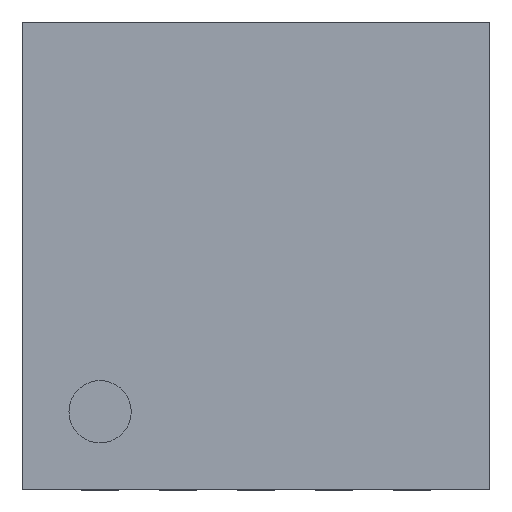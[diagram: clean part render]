
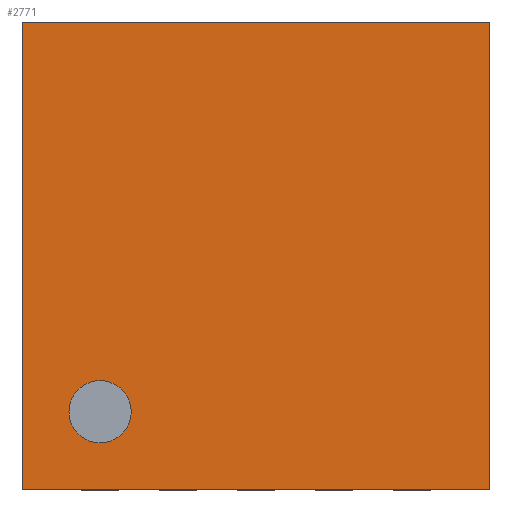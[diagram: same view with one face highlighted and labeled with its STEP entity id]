
A CAD part, top view. The second image highlights one B-rep face of the part: STEP entity #2771.
In plain terms, the highlighted planar face has unit normal (0, 0, 1).
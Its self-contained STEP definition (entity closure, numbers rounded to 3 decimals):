
#1632 = VERTEX_POINT('',#1633);
#1633 = CARTESIAN_POINT('',(-0.8,-1.,1.));
#1639 = EDGE_CURVE('',#1640,#1632,#1642,.T.);
#1640 = VERTEX_POINT('',#1641);
#1641 = CARTESIAN_POINT('',(-1.2,-1.,1.));
#1642 = CIRCLE('',#1643,0.2);
#1643 = AXIS2_PLACEMENT_3D('',#1644,#1645,#1646);
#1644 = CARTESIAN_POINT('',(-1.,-1.,1.));
#1645 = DIRECTION('',(0.,0.,1.));
#1646 = DIRECTION('',(1.,0.,0.));
#2364 = VERTEX_POINT('',#2365);
#2365 = CARTESIAN_POINT('',(1.5,-1.5,1.));
#2371 = EDGE_CURVE('',#2372,#2364,#2374,.T.);
#2372 = VERTEX_POINT('',#2373);
#2373 = CARTESIAN_POINT('',(-1.5,-1.5,1.));
#2374 = LINE('',#2375,#2376);
#2375 = CARTESIAN_POINT('',(1.5,-1.5,1.));
#2376 = VECTOR('',#2377,1.);
#2377 = DIRECTION('',(1.,0.,0.));
#2519 = VERTEX_POINT('',#2520);
#2520 = CARTESIAN_POINT('',(-1.5,1.5,1.));
#2526 = EDGE_CURVE('',#2527,#2519,#2529,.T.);
#2527 = VERTEX_POINT('',#2528);
#2528 = CARTESIAN_POINT('',(1.5,1.5,1.));
#2529 = LINE('',#2530,#2531);
#2530 = CARTESIAN_POINT('',(1.5,1.5,1.));
#2531 = VECTOR('',#2532,1.);
#2532 = DIRECTION('',(-1.,0.,0.));
#2697 = EDGE_CURVE('',#2364,#2527,#2698,.T.);
#2698 = LINE('',#2699,#2700);
#2699 = CARTESIAN_POINT('',(1.5,1.5,1.));
#2700 = VECTOR('',#2701,1.);
#2701 = DIRECTION('',(0.,1.,0.));
#2737 = EDGE_CURVE('',#2519,#2372,#2738,.T.);
#2738 = LINE('',#2739,#2740);
#2739 = CARTESIAN_POINT('',(-1.5,1.5,1.));
#2740 = VECTOR('',#2741,1.);
#2741 = DIRECTION('',(0.,-1.,0.));
#2771 = ADVANCED_FACE('',(#2772,#2782),#2788,.T.);
#2772 = FACE_BOUND('',#2773,.T.);
#2773 = EDGE_LOOP('',(#2774,#2781));
#2774 = ORIENTED_EDGE('',*,*,#2775,.F.);
#2775 = EDGE_CURVE('',#1632,#1640,#2776,.T.);
#2776 = CIRCLE('',#2777,0.2);
#2777 = AXIS2_PLACEMENT_3D('',#2778,#2779,#2780);
#2778 = CARTESIAN_POINT('',(-1.,-1.,1.));
#2779 = DIRECTION('',(0.,0.,1.));
#2780 = DIRECTION('',(1.,0.,0.));
#2781 = ORIENTED_EDGE('',*,*,#1639,.F.);
#2782 = FACE_BOUND('',#2783,.T.);
#2783 = EDGE_LOOP('',(#2784,#2785,#2786,#2787));
#2784 = ORIENTED_EDGE('',*,*,#2737,.T.);
#2785 = ORIENTED_EDGE('',*,*,#2371,.T.);
#2786 = ORIENTED_EDGE('',*,*,#2697,.T.);
#2787 = ORIENTED_EDGE('',*,*,#2526,.T.);
#2788 = PLANE('',#2789);
#2789 = AXIS2_PLACEMENT_3D('',#2790,#2791,#2792);
#2790 = CARTESIAN_POINT('',(0.,0.,1.)
  );
#2791 = DIRECTION('',(0.,0.,1.));
#2792 = DIRECTION('',(1.,0.,0.));
